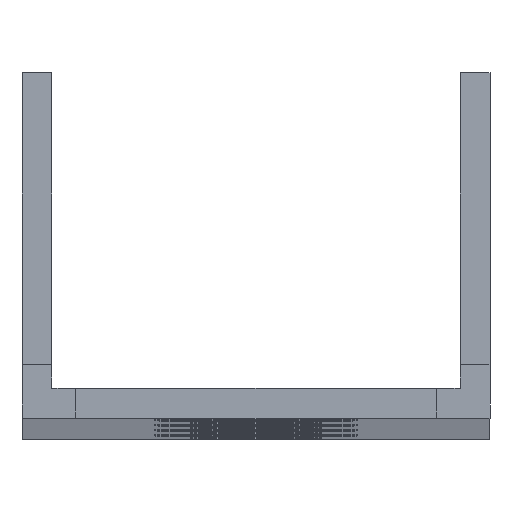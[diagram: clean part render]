
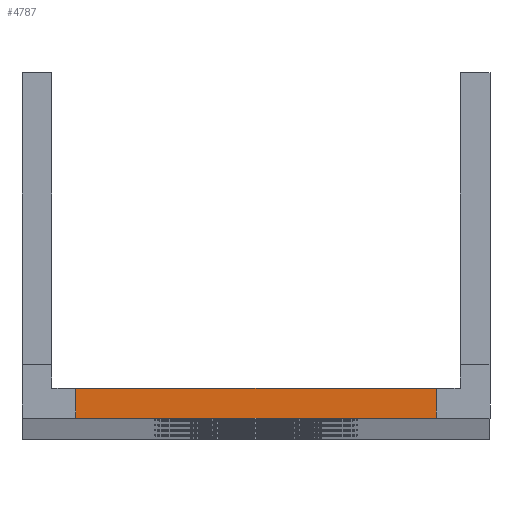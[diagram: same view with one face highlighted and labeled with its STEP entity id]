
A CAD part, top view. The second image highlights one B-rep face of the part: STEP entity #4787.
In plain terms, the highlighted planar face has unit normal (0, 0, 1).
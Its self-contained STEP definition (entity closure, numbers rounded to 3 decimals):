
#634=FACE_OUTER_BOUND('',#1060,.T.);
#1060=EDGE_LOOP('',(#3610,#3611,#3612,#3613));
#1279=LINE('',#6910,#1667);
#1367=LINE('',#7427,#1755);
#1449=LINE('',#7792,#1837);
#1450=LINE('',#7794,#1838);
#1667=VECTOR('',#5527,10.);
#1755=VECTOR('',#5963,10.);
#1837=VECTOR('',#6255,10.);
#1838=VECTOR('',#6258,10.);
#2055=VERTEX_POINT('',#6907);
#2056=VERTEX_POINT('',#6909);
#2310=VERTEX_POINT('',#7424);
#2311=VERTEX_POINT('',#7426);
#2495=EDGE_CURVE('',#2055,#2056,#1279,.T.);
#2753=EDGE_CURVE('',#2311,#2310,#1367,.T.);
#2937=EDGE_CURVE('',#2310,#2056,#1449,.T.);
#2938=EDGE_CURVE('',#2055,#2311,#1450,.T.);
#3610=ORIENTED_EDGE('',*,*,#2937,.T.);
#3611=ORIENTED_EDGE('',*,*,#2495,.F.);
#3612=ORIENTED_EDGE('',*,*,#2938,.T.);
#3613=ORIENTED_EDGE('',*,*,#2753,.T.);
#4478=PLANE('',#5304);
#4787=ADVANCED_FACE('',(#634),#4478,.F.);
#5304=AXIS2_PLACEMENT_3D('',#7793,#6256,#6257);
#5527=DIRECTION('',(-1.,0.,0.));
#5963=DIRECTION('',(-1.,0.,0.));
#6255=DIRECTION('',(0.,-1.,0.));
#6256=DIRECTION('center_axis',(0.,0.,
-1.));
#6257=DIRECTION('ref_axis',(-1.,0.,0.));
#6258=DIRECTION('',(0.,1.,0.));
#6907=CARTESIAN_POINT('',(-29.365,0.,0.));
#6909=CARTESIAN_POINT('',(-59.635,0.,0.));
#6910=CARTESIAN_POINT('',(0.,0.,0.));
#7424=CARTESIAN_POINT('',(-59.635,2.5,0.));
#7426=CARTESIAN_POINT('',(-29.365,2.5,0.));
#7427=CARTESIAN_POINT('',(0.,2.5,0.));
#7792=CARTESIAN_POINT('',(-59.635,1.25,0.));
#7793=CARTESIAN_POINT('Origin',(-20.615,4.5,0.));
#7794=CARTESIAN_POINT('',(-29.365,1.25,0.));
